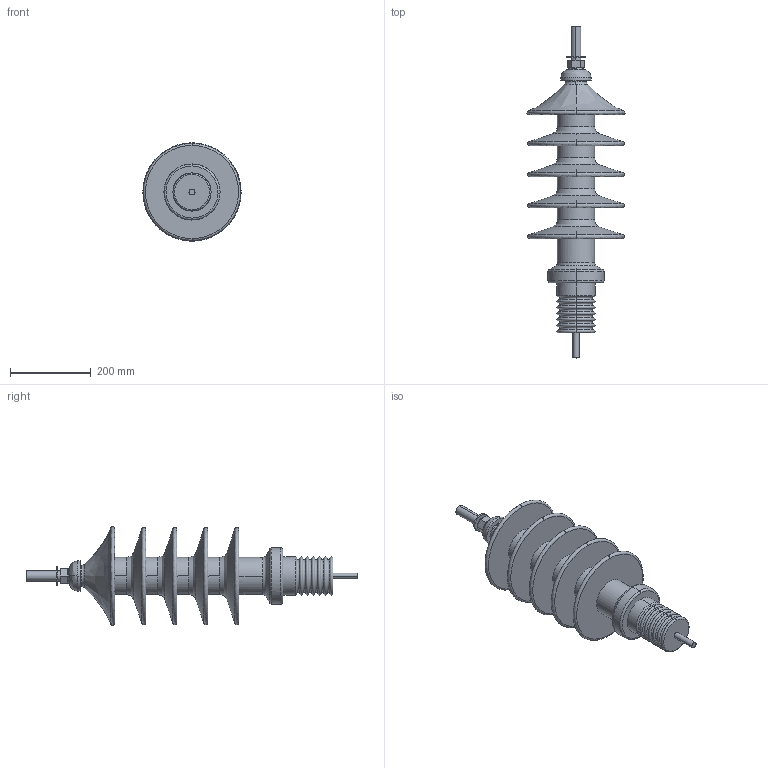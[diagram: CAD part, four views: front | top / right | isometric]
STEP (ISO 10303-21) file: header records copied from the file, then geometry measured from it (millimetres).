
FILE_DESCRIPTION(('FreeCAD Model'),'2;1');
FILE_NAME('Open CASCADE Shape Model','2025-05-07T21:09:42',('FreeCAD'),( 'FreeCAD'),'Open CASCADE STEP processor 7.6','FreeCAD','Unknown');
FILE_SCHEMA(('AUTOMOTIVE_DESIGN { 1 0 10303 214 1 1 1 1 }'));
Length unit declared in the file: millimetre
Products named in the file (1): Open CASCADE STEP translator 7.6 1
Bounding box: 242.77 x 821.2 x 242.96 mm (x, y, z)
Volume: 8511100.2 mm3; surface area: 609905.2 mm2
Topology: 2 solids, 2 shells, 118 faces, 310 edges, 200 vertices
Faces by surface type: bspline 118
Entity records: 4570 total; most frequent: CARTESIAN_POINT 2983, ORIENTED_EDGE 608, EDGE_CURVE 304, VERTEX_POINT 200, FACE_BOUND 130, EDGE_LOOP 130, ADVANCED_FACE 118, B_SPLINE_CURVE_WITH_KNOTS 58
